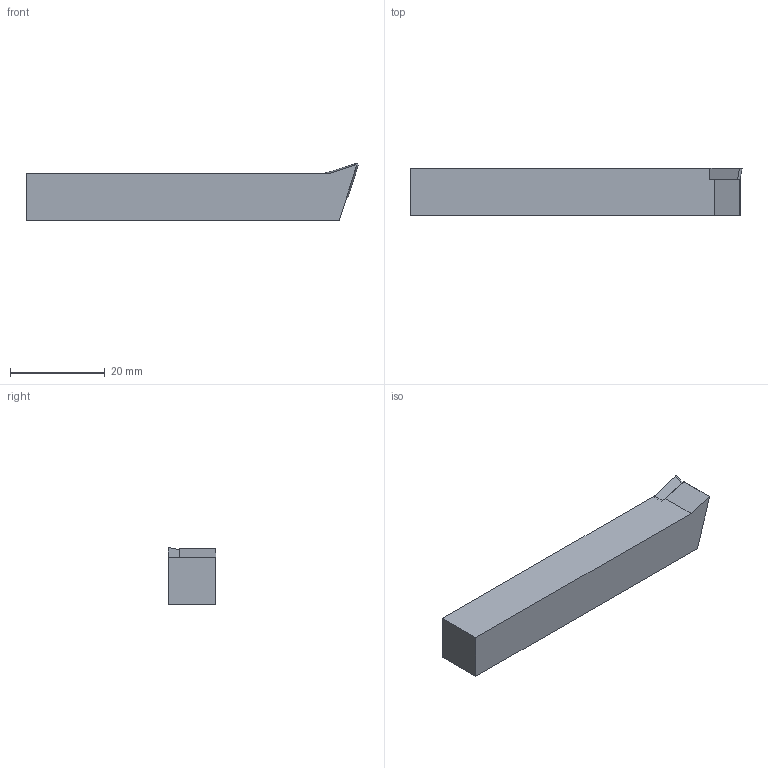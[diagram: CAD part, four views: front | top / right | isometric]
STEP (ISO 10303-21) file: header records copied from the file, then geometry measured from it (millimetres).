
FILE_DESCRIPTION((''),'2;1');
FILE_NAME('309-066-002_QU1_ASM','2017-06-13T',('piechottad'),(''),'CREO PARAMETRIC BY PTC INC, 2016380','CREO PARAMETRIC BY PTC INC, 2016380','');
FILE_SCHEMA(('AUTOMOTIVE_DESIGN { 1 0 10303 214 1 1 1 1 }'));
Length unit declared in the file: millimetre
Products named in the file (3): 70689010NC; 70689010C; 309-066-002_QU1_ASM
Assembly tree (2 placements, depth 2):
  309-066-002_QU1_ASM
    70689010NC
    70689010C
Bounding box: 70 x 10 x 12 mm (x, y, z)
Volume: 6788.2 mm3; surface area: 3111 mm2
Topology: 2 solids, 2 shells, 26 faces, 70 edges, 48 vertices
Faces by surface type: plane 18, cylinder 4, torus 2, cone 2
Entity records: 2082 total; most frequent: CARTESIAN_POINT 230, DIRECTION 199, ORIENTED_EDGE 124, PROPERTY_DEFINITION 113, REPRESENTATION 111, PROPERTY_DEFINITION_REPRESENTATION 111, PRESENTATION_STYLE_ASSIGNMENT 108, STYLED_ITEM 108
